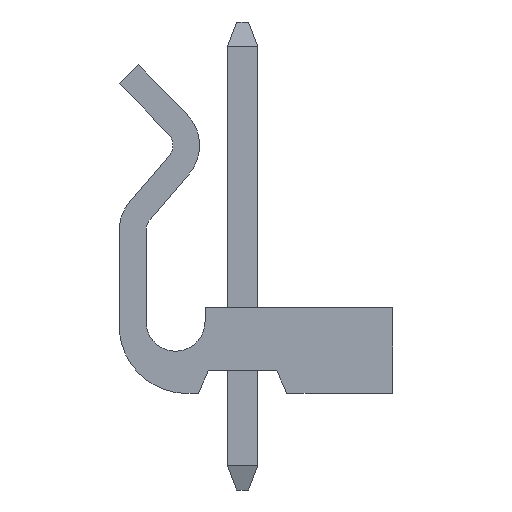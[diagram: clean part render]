
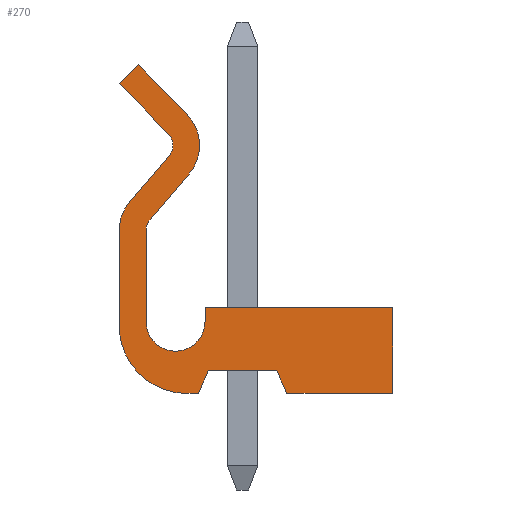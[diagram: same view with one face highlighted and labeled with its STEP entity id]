
A CAD part, left-side view. The second image highlights one B-rep face of the part: STEP entity #270.
In plain terms, the highlighted planar face has unit normal (-1, 0, 0).
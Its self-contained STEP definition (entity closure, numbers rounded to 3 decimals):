
#270 = ADVANCED_FACE( '', ( #527 ), #528, .F. );
#527 = FACE_OUTER_BOUND( '', #784, .T. );
#528 = PLANE( '', #785 );
#784 = EDGE_LOOP( '', ( #1311, #1312, #1313, #1314, #1315, #1316, #1317, #1318, #1319, #1320, #1321, #1322, #1323, #1324, #1325, #1326, #1327, #1328, #1329, #1330, #1331 ) );
#785 = AXIS2_PLACEMENT_3D( '', #1332, #1333, #1334 );
#1311 = ORIENTED_EDGE( '', *, *, #1622, .F. );
#1312 = ORIENTED_EDGE( '', *, *, #1797, .F. );
#1313 = ORIENTED_EDGE( '', *, *, #1798, .F. );
#1314 = ORIENTED_EDGE( '', *, *, #1789, .F. );
#1315 = ORIENTED_EDGE( '', *, *, #1710, .F. );
#1316 = ORIENTED_EDGE( '', *, *, #1799, .F. );
#1317 = ORIENTED_EDGE( '', *, *, #1691, .F. );
#1318 = ORIENTED_EDGE( '', *, *, #1686, .F. );
#1319 = ORIENTED_EDGE( '', *, *, #1749, .F. );
#1320 = ORIENTED_EDGE( '', *, *, #1747, .F. );
#1321 = ORIENTED_EDGE( '', *, *, #1800, .F. );
#1322 = ORIENTED_EDGE( '', *, *, #1613, .F. );
#1323 = ORIENTED_EDGE( '', *, *, #1609, .F. );
#1324 = ORIENTED_EDGE( '', *, *, #1801, .F. );
#1325 = ORIENTED_EDGE( '', *, *, #1802, .F. );
#1326 = ORIENTED_EDGE( '', *, *, #1793, .F. );
#1327 = ORIENTED_EDGE( '', *, *, #1714, .F. );
#1328 = ORIENTED_EDGE( '', *, *, #1617, .F. );
#1329 = ORIENTED_EDGE( '', *, *, #1580, .F. );
#1330 = ORIENTED_EDGE( '', *, *, #1803, .F. );
#1331 = ORIENTED_EDGE( '', *, *, #1644, .F. );
#1332 = CARTESIAN_POINT( '', ( -7.975, 6.573, 4.474 ) );
#1333 = DIRECTION( '', ( 1., 0., 0. ) );
#1334 = DIRECTION( '', ( 0., 0., -1. ) );
#1580 = EDGE_CURVE( '', #1857, #1859, #1860, .T. );
#1609 = EDGE_CURVE( '', #1908, #1910, #1911, .T. );
#1613 = EDGE_CURVE( '', #1910, #1916, #1917, .T. );
#1617 = EDGE_CURVE( '', #1859, #1922, #1923, .T. );
#1622 = EDGE_CURVE( '', #1929, #1931, #1932, .T. );
#1644 = EDGE_CURVE( '', #1931, #1967, #1968, .T. );
#1686 = EDGE_CURVE( '', #2038, #2040, #2041, .T. );
#1691 = EDGE_CURVE( '', #2040, #2048, #2049, .T. );
#1710 = EDGE_CURVE( '', #2072, #2074, #2075, .T. );
#1714 = EDGE_CURVE( '', #1922, #2080, #2081, .T. );
#1747 = EDGE_CURVE( '', #2130, #2125, #2132, .T. );
#1749 = EDGE_CURVE( '', #2125, #2038, #2134, .T. );
#1789 = EDGE_CURVE( '', #2074, #2187, #2188, .T. );
#1793 = EDGE_CURVE( '', #2080, #2193, #2194, .T. );
#1797 = EDGE_CURVE( '', #2198, #1929, #2199, .T. );
#1798 = EDGE_CURVE( '', #2187, #2198, #2200, .T. );
#1799 = EDGE_CURVE( '', #2048, #2072, #2201, .T. );
#1800 = EDGE_CURVE( '', #1916, #2130, #2202, .T. );
#1801 = EDGE_CURVE( '', #2203, #1908, #2204, .T. );
#1802 = EDGE_CURVE( '', #2193, #2203, #2205, .T. );
#1803 = EDGE_CURVE( '', #1967, #1857, #2206, .T. );
#1857 = VERTEX_POINT( '', #2264 );
#1859 = VERTEX_POINT( '', #2267 );
#1860 = LINE( '', #2268, #2269 );
#1908 = VERTEX_POINT( '', #2338 );
#1910 = VERTEX_POINT( '', #2341 );
#1911 = LINE( '', #2342, #2343 );
#1916 = VERTEX_POINT( '', #2349 );
#1917 = CIRCLE( '', #2350, 1.1 );
#1922 = VERTEX_POINT( '', #2357 );
#1923 = LINE( '', #2358, #2359 );
#1929 = VERTEX_POINT( '', #2366 );
#1931 = VERTEX_POINT( '', #2369 );
#1932 = CIRCLE( '', #2370, 1.652 );
#1967 = VERTEX_POINT( '', #2421 );
#1968 = LINE( '', #2422, #2423 );
#2038 = VERTEX_POINT( '', #2527 );
#2040 = VERTEX_POINT( '', #2530 );
#2041 = LINE( '', #2531, #2532 );
#2048 = VERTEX_POINT( '', #2542 );
#2049 = LINE( '', #2543, #2544 );
#2072 = VERTEX_POINT( '', #2579 );
#2074 = VERTEX_POINT( '', #2582 );
#2075 = LINE( '', #2583, #2584 );
#2080 = VERTEX_POINT( '', #2591 );
#2081 = LINE( '', #2592, #2593 );
#2125 = VERTEX_POINT( '', #2660 );
#2130 = VERTEX_POINT( '', #2668 );
#2132 = LINE( '', #2671, #2672 );
#2134 = LINE( '', #2674, #2675 );
#2187 = VERTEX_POINT( '', #2753 );
#2188 = LINE( '', #2754, #2755 );
#2193 = VERTEX_POINT( '', #2761 );
#2194 = CIRCLE( '', #2762, 1.644 );
#2198 = VERTEX_POINT( '', #2767 );
#2199 = LINE( '', #2768, #2769 );
#2200 = CIRCLE( '', #2770, 2.528 );
#2201 = LINE( '', #2771, #2772 );
#2202 = LINE( '', #2773, #2774 );
#2203 = VERTEX_POINT( '', #2775 );
#2204 = CIRCLE( '', #2776, 0.652 );
#2205 = LINE( '', #2777, #2778 );
#2206 = CIRCLE( '', #2779, 0.644 );
#2264 = CARTESIAN_POINT( '', ( -7.975, 6.41, 8.101 ) );
#2267 = CARTESIAN_POINT( '', ( -7.975, 8.225, 9.949 ) );
#2268 = CARTESIAN_POINT( '', ( -7.975, 6.41, 8.101 ) );
#2269 = VECTOR( '', #2854, 1000. );
#2338 = CARTESIAN_POINT( '', ( -7.975, 7.225, 4.474 ) );
#2341 = CARTESIAN_POINT( '', ( -7.975, 7.225, 1.074 ) );
#2342 = CARTESIAN_POINT( '', ( -7.975, 7.225, 1.074 ) );
#2343 = VECTOR( '', #2877, 1000. );
#2349 = CARTESIAN_POINT( '', ( -7.975, 5.025, 1.074 ) );
#2350 = AXIS2_PLACEMENT_3D( '', #2882, #2883, #2884 );
#2357 = CARTESIAN_POINT( '', ( -7.975, 7.512, 10.65 ) );
#2358 = CARTESIAN_POINT( '', ( -7.975, 7.512, 10.65 ) );
#2359 = VECTOR( '', #2887, 1000. );
#2366 = CARTESIAN_POINT( '', ( -7.975, 8.225, 4.474 ) );
#2369 = CARTESIAN_POINT( '', ( -7.975, 7.825, 5.551 ) );
#2370 = AXIS2_PLACEMENT_3D( '', #2893, #2894, #2895 );
#2421 = CARTESIAN_POINT( '', ( -7.975, 6.381, 7.23 ) );
#2422 = CARTESIAN_POINT( '', ( -7.975, 7.825, 5.551 ) );
#2423 = VECTOR( '', #2912, 1000. );
#2527 = CARTESIAN_POINT( '', ( -7.975, -1.975, -1.6 ) );
#2530 = CARTESIAN_POINT( '', ( -7.975, 1.975, -1.6 ) );
#2531 = CARTESIAN_POINT( '', ( -7.975, -1.975, -1.6 ) );
#2532 = VECTOR( '', #2948, 1000. );
#2542 = CARTESIAN_POINT( '', ( -7.975, 2.35, -0.75 ) );
#2543 = CARTESIAN_POINT( '', ( -7.975, 1.975, -1.6 ) );
#2544 = VECTOR( '', #2952, 1000. );
#2579 = CARTESIAN_POINT( '', ( -7.975, 4.9, -0.75 ) );
#2582 = CARTESIAN_POINT( '', ( -7.975, 5.275, -1.6 ) );
#2583 = CARTESIAN_POINT( '', ( -7.975, 4.9, -0.75 ) );
#2584 = VECTOR( '', #2966, 1000. );
#2591 = CARTESIAN_POINT( '', ( -7.975, 5.696, 8.802 ) );
#2592 = CARTESIAN_POINT( '', ( -7.975, 5.696, 8.802 ) );
#2593 = VECTOR( '', #2969, 1000. );
#2660 = CARTESIAN_POINT( '', ( -7.975, -1.975, 1.6 ) );
#2668 = CARTESIAN_POINT( '', ( -7.975, 5.025, 1.6 ) );
#2671 = CARTESIAN_POINT( '', ( -7.975, -1.975, 1.6 ) );
#2672 = VECTOR( '', #2997, 1000. );
#2674 = CARTESIAN_POINT( '', ( -7.975, -1.975, 1.6 ) );
#2675 = VECTOR( '', #2998, 1000. );
#2753 = CARTESIAN_POINT( '', ( -7.975, 5.701, -1.6 ) );
#2754 = CARTESIAN_POINT( '', ( -7.975, 5.275, -1.6 ) );
#2755 = VECTOR( '', #3024, 1000. );
#2761 = CARTESIAN_POINT( '', ( -7.975, 5.623, 6.578 ) );
#2762 = AXIS2_PLACEMENT_3D( '', #3029, #3030, #3031 );
#2767 = CARTESIAN_POINT( '', ( -7.975, 8.225, 1.074 ) );
#2768 = CARTESIAN_POINT( '', ( -7.975, 8.225, 4.474 ) );
#2769 = VECTOR( '', #3033, 1000. );
#2770 = AXIS2_PLACEMENT_3D( '', #3034, #3035, #3036 );
#2771 = CARTESIAN_POINT( '', ( -7.975, 2.35, -0.75 ) );
#2772 = VECTOR( '', #3037, 1000. );
#2773 = CARTESIAN_POINT( '', ( -7.975, 5.025, 1.6 ) );
#2774 = VECTOR( '', #3038, 1000. );
#2775 = CARTESIAN_POINT( '', ( -7.975, 7.067, 4.899 ) );
#2776 = AXIS2_PLACEMENT_3D( '', #3039, #3040, #3041 );
#2777 = CARTESIAN_POINT( '', ( -7.975, 7.067, 4.899 ) );
#2778 = VECTOR( '', #3042, 1000. );
#2779 = AXIS2_PLACEMENT_3D( '', #3043, #3044, #3045 );
#2854 = DIRECTION( '', ( 0., 0.701, 0.713 ) );
#2877 = DIRECTION( '', ( 0., 0., -1. ) );
#2882 = CARTESIAN_POINT( '', ( -7.975, 6.125, 1.074 ) );
#2883 = DIRECTION( '', ( -1., 0., 0. ) );
#2884 = DIRECTION( '', ( 0., 1., 0. ) );
#2887 = DIRECTION( '', ( 0., -0.713, 0.701 ) );
#2893 = CARTESIAN_POINT( '', ( -7.975, 6.573, 4.474 ) );
#2894 = DIRECTION( '', ( 1., 0., 0. ) );
#2895 = DIRECTION( '', ( 0., -1., 0. ) );
#2912 = DIRECTION( '', ( 0., -0.652, 0.758 ) );
#2948 = DIRECTION( '', ( 0., 1., 0. ) );
#2952 = DIRECTION( '', ( 0., 0.404, 0.915 ) );
#2966 = DIRECTION( '', ( 0., 0.404, -0.915 ) );
#2969 = DIRECTION( '', ( 0., -0.701, -0.713 ) );
#2997 = DIRECTION( '', ( 0., -1., 0. ) );
#2998 = DIRECTION( '', ( 0., 0., -1. ) );
#3024 = DIRECTION( '', ( 0., 1., 0. ) );
#3029 = CARTESIAN_POINT( '', ( -7.975, 6.869, 7.65 ) );
#3030 = DIRECTION( '', ( 1., 0., 0. ) );
#3031 = DIRECTION( '', ( 0., 1., 0. ) );
#3033 = DIRECTION( '', ( 0., 0., 1. ) );
#3034 = CARTESIAN_POINT( '', ( -7.975, 5.701, 0.928 ) );
#3035 = DIRECTION( '', ( 1., 0., 0. ) );
#3036 = DIRECTION( '', ( 0., -1., 0. ) );
#3037 = DIRECTION( '', ( 0., 1., 0. ) );
#3038 = DIRECTION( '', ( 0., 0., 1. ) );
#3039 = CARTESIAN_POINT( '', ( -7.975, 6.573, 4.474 ) );
#3040 = DIRECTION( '', ( -1., 0., 0. ) );
#3041 = DIRECTION( '', ( 0., -1., 0. ) );
#3042 = DIRECTION( '', ( 0., 0.652, -0.758 ) );
#3043 = CARTESIAN_POINT( '', ( -7.975, 6.869, 7.65 ) );
#3044 = DIRECTION( '', ( -1., 0., 0. ) );
#3045 = DIRECTION( '', ( 0., 1., 0. ) );
